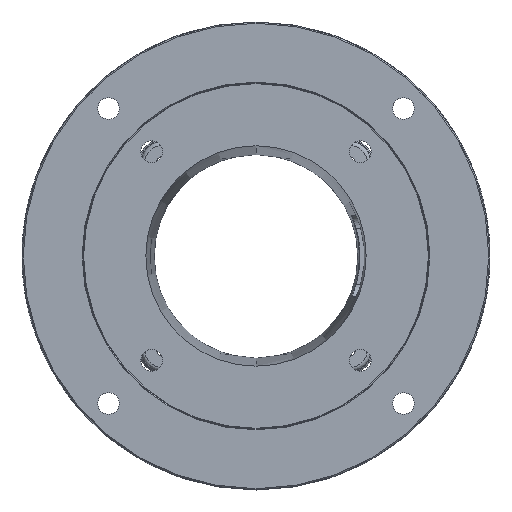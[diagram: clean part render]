
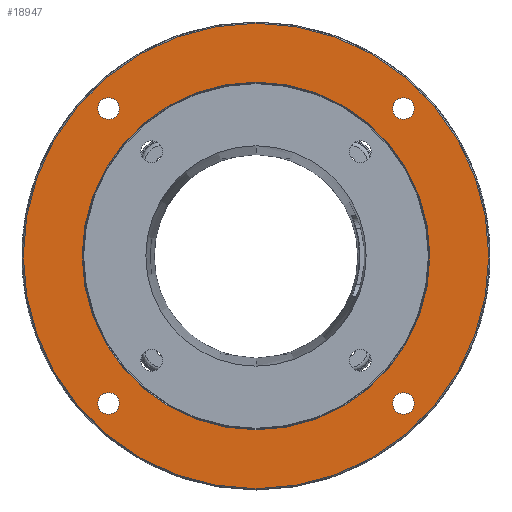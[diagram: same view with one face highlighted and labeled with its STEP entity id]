
A CAD part, top view. The second image highlights one B-rep face of the part: STEP entity #18947.
In plain terms, the highlighted planar face has unit normal (0, 0, 1).
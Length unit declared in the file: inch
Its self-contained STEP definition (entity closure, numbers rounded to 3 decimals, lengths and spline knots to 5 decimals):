
#35=CARTESIAN_POINT('',(0.,0.,-0.08));
#36=DIRECTION('',(0.,0.,1.));
#37=DIRECTION('',(0.,1.,0.));
#38=AXIS2_PLACEMENT_3D('',#35,#36,#37);
#44=CARTESIAN_POINT('',(0.,0.,-0.08));
#45=DIRECTION('',(0.,0.,-1.));
#46=DIRECTION('',(0.,1.,0.));
#47=AXIS2_PLACEMENT_3D('',#44,#45,#46);
#3962=CARTESIAN_POINT('',(-3.62392,3.62392,-0.08));
#3963=DIRECTION('',(0.,0.,-1.));
#3964=DIRECTION('',(-0.707,0.707,0.));
#3965=AXIS2_PLACEMENT_3D('',#3962,#3963,#3964);
#3967=CARTESIAN_POINT('',(-3.62392,3.62392,-0.08));
#3968=DIRECTION('',(0.,0.,-1.));
#3969=DIRECTION('',(0.707,-0.707,0.));
#3970=AXIS2_PLACEMENT_3D('',#3967,#3968,#3969);
#3972=CARTESIAN_POINT('',(-3.62392,-3.62392,-0.08));
#3973=DIRECTION('',(0.,0.,-1.));
#3974=DIRECTION('',(-0.707,-0.707,0.));
#3975=AXIS2_PLACEMENT_3D('',#3972,#3973,#3974);
#3977=CARTESIAN_POINT('',(-3.62392,-3.62392,-0.08));
#3978=DIRECTION('',(0.,0.,-1.));
#3979=DIRECTION('',(0.707,0.707,0.));
#3980=AXIS2_PLACEMENT_3D('',#3977,#3978,#3979);
#3982=CARTESIAN_POINT('',(3.62392,-3.62392,-0.08));
#3983=DIRECTION('',(0.,0.,-1.));
#3984=DIRECTION('',(0.707,-0.707,0.));
#3985=AXIS2_PLACEMENT_3D('',#3982,#3983,#3984);
#3987=CARTESIAN_POINT('',(3.62392,-3.62392,-0.08));
#3988=DIRECTION('',(0.,0.,-1.));
#3989=DIRECTION('',(-0.707,0.707,0.));
#3990=AXIS2_PLACEMENT_3D('',#3987,#3988,#3989);
#3992=CARTESIAN_POINT('',(3.62392,3.62392,-0.08));
#3993=DIRECTION('',(0.,0.,-1.));
#3994=DIRECTION('',(0.707,0.707,0.));
#3995=AXIS2_PLACEMENT_3D('',#3992,#3993,#3994);
#3997=CARTESIAN_POINT('',(3.62392,3.62392,-0.08));
#3998=DIRECTION('',(0.,0.,-1.));
#3999=DIRECTION('',(-0.707,-0.707,0.));
#4000=AXIS2_PLACEMENT_3D('',#3997,#3998,#3999);
#4002=CARTESIAN_POINT('',(0.,0.,-0.08));
#4003=DIRECTION('',(0.,0.,1.));
#4004=DIRECTION('',(0.,1.,0.));
#4005=AXIS2_PLACEMENT_3D('',#4002,#4003,#4004);
#4007=CARTESIAN_POINT('',(0.,0.,-0.08));
#4008=DIRECTION('',(0.,0.,1.));
#4009=DIRECTION('',(0.,-1.,0.));
#4010=AXIS2_PLACEMENT_3D('',#4007,#4008,#4009);
#10686=CARTESIAN_POINT('',(0.,5.72,-0.08));
#10687=CARTESIAN_POINT('',(0.,-5.72,-0.08));
#10688=VERTEX_POINT('',#10686);
#10689=VERTEX_POINT('',#10687);
#10710=CARTESIAN_POINT('',(-3.81131,3.81131,-0.08));
#10711=CARTESIAN_POINT('',(-3.43654,3.43654,-0.08));
#10712=VERTEX_POINT('',#10710);
#10713=VERTEX_POINT('',#10711);
#10754=CARTESIAN_POINT('',(-3.81131,-3.81131,-0.08));
#10755=CARTESIAN_POINT('',(-3.43654,-3.43654,-0.08));
#10756=VERTEX_POINT('',#10754);
#10757=VERTEX_POINT('',#10755);
#10762=CARTESIAN_POINT('',(3.81131,-3.81131,-0.08));
#10763=CARTESIAN_POINT('',(3.43654,-3.43654,-0.08));
#10764=VERTEX_POINT('',#10762);
#10765=VERTEX_POINT('',#10763);
#10770=CARTESIAN_POINT('',(3.81131,3.81131,-0.08));
#10771=CARTESIAN_POINT('',(3.43654,3.43654,-0.08));
#10772=VERTEX_POINT('',#10770);
#10773=VERTEX_POINT('',#10771);
#10790=CARTESIAN_POINT('',(0.,4.271,-0.08));
#10791=CARTESIAN_POINT('',(0.,-4.271,-0.08));
#10792=VERTEX_POINT('',#10790);
#10793=VERTEX_POINT('',#10791);
#18909=CARTESIAN_POINT('',(0.,0.,-0.08));
#18910=DIRECTION('',(0.,0.,1.));
#18911=DIRECTION('',(0.,1.,0.));
#18912=AXIS2_PLACEMENT_3D('',#18909,#18910,#18911);
#18913=PLANE('',#18912);
#18914=ORIENTED_EDGE('',*,*,#10977,.T.);
#18915=ORIENTED_EDGE('',*,*,#10962,.F.);
#18916=EDGE_LOOP('',(#18914,#18915));
#18917=FACE_OUTER_BOUND('',#18916,.F.);
#18919=ORIENTED_EDGE('',*,*,#18918,.F.);
#18921=ORIENTED_EDGE('',*,*,#18920,.F.);
#18922=EDGE_LOOP('',(#18919,#18921));
#18923=FACE_BOUND('',#18922,.F.);
#18925=ORIENTED_EDGE('',*,*,#18924,.F.);
#18927=ORIENTED_EDGE('',*,*,#18926,.F.);
#18928=EDGE_LOOP('',(#18925,#18927));
#18929=FACE_BOUND('',#18928,.F.);
#18931=ORIENTED_EDGE('',*,*,#18930,.F.);
#18933=ORIENTED_EDGE('',*,*,#18932,.F.);
#18934=EDGE_LOOP('',(#18931,#18933));
#18935=FACE_BOUND('',#18934,.F.);
#18937=ORIENTED_EDGE('',*,*,#18936,.F.);
#18939=ORIENTED_EDGE('',*,*,#18938,.F.);
#18940=EDGE_LOOP('',(#18937,#18939));
#18941=FACE_BOUND('',#18940,.F.);
#18943=ORIENTED_EDGE('',*,*,#18942,.T.);
#18944=ORIENTED_EDGE('',*,*,#18899,.T.);
#18945=EDGE_LOOP('',(#18943,#18944));
#18946=FACE_BOUND('',#18945,.F.);
#18947=ADVANCED_FACE('',(#18917,#18923,#18929,#18935,#18941,#18946),#18913,.T.);
#39=CIRCLE('',#38,5.72);
#48=CIRCLE('',#47,5.72);
#3966=CIRCLE('',#3965,0.265);
#3971=CIRCLE('',#3970,0.265);
#3976=CIRCLE('',#3975,0.265);
#3981=CIRCLE('',#3980,0.265);
#3986=CIRCLE('',#3985,0.265);
#3991=CIRCLE('',#3990,0.265);
#3996=CIRCLE('',#3995,0.265);
#4001=CIRCLE('',#4000,0.265);
#4006=CIRCLE('',#4005,4.271);
#4011=CIRCLE('',#4010,4.271);
#10962=EDGE_CURVE('',#10688,#10689,#39,.T.);
#10977=EDGE_CURVE('',#10688,#10689,#48,.T.);
#18899=EDGE_CURVE('',#10793,#10792,#4011,.T.);
#18918=EDGE_CURVE('',#10712,#10713,#3966,.T.);
#18920=EDGE_CURVE('',#10713,#10712,#3971,.T.);
#18924=EDGE_CURVE('',#10756,#10757,#3976,.T.);
#18926=EDGE_CURVE('',#10757,#10756,#3981,.T.);
#18930=EDGE_CURVE('',#10764,#10765,#3986,.T.);
#18932=EDGE_CURVE('',#10765,#10764,#3991,.T.);
#18936=EDGE_CURVE('',#10772,#10773,#3996,.T.);
#18938=EDGE_CURVE('',#10773,#10772,#4001,.T.);
#18942=EDGE_CURVE('',#10792,#10793,#4006,.T.);
